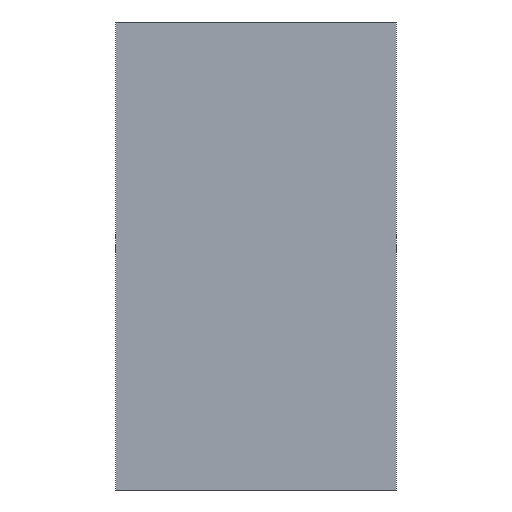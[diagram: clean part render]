
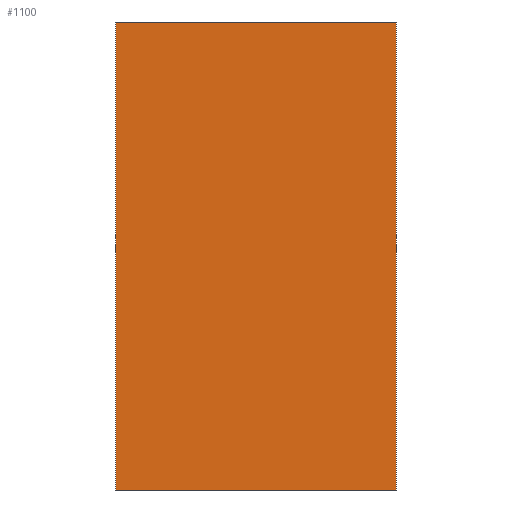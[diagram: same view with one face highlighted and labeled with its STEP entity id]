
A CAD part, front view. The second image highlights one B-rep face of the part: STEP entity #1100.
In plain terms, the highlighted planar face has unit normal (0, -1, 0).
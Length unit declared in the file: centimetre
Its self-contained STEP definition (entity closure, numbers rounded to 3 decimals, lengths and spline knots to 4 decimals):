
#160=VERTEX_POINT('',#1454);
#161=VERTEX_POINT('',#1456);
#188=VERTEX_POINT('',#1506);
#189=VERTEX_POINT('',#1508);
#272=VECTOR('',#1224,1.);
#294=VECTOR('',#1248,1.);
#338=VECTOR('',#1314,1.);
#339=VECTOR('',#1316,1.);
#404=LINE('',#1455,#272);
#426=LINE('',#1507,#294);
#470=LINE('',#1592,#338);
#471=LINE('',#1594,#339);
#542=EDGE_CURVE('',#161,#160,#404,.T.);
#574=EDGE_CURVE('',#189,#188,#426,.T.);
#626=EDGE_CURVE('',#160,#189,#470,.T.);
#627=EDGE_CURVE('',#161,#188,#471,.T.);
#932=ORIENTED_EDGE('',*,*,#574,.T.);
#933=ORIENTED_EDGE('',*,*,#627,.F.);
#934=ORIENTED_EDGE('',*,*,#542,.T.);
#935=ORIENTED_EDGE('',*,*,#626,.T.);
#992=EDGE_LOOP('',(#932,#933,#934,#935));
#1046=FACE_BOUND('',#992,.T.);
#1100=ADVANCED_FACE('',(#1046),#1636,.T.);
#1142=AXIS2_PLACEMENT_3D('',#1593,#1315,$);
#1224=DIRECTION('',(1.,0.,0.));
#1248=DIRECTION('',(-1.,0.,0.));
#1314=DIRECTION('',(0.,0.,1.));
#1315=DIRECTION('',(0.,-1.,0.));
#1316=DIRECTION('',(0.,0.,1.));
#1454=CARTESIAN_POINT('',(3.,-0.75,-5.));
#1455=CARTESIAN_POINT('',(-3.,-0.75,-5.));
#1456=CARTESIAN_POINT('',(-3.,-0.75,-5.));
#1506=CARTESIAN_POINT('',(-3.,-0.75,5.));
#1507=CARTESIAN_POINT('',(-3.,-0.75,5.));
#1508=CARTESIAN_POINT('',(3.,-0.75,5.));
#1592=CARTESIAN_POINT('',(3.,-0.75,-5.));
#1593=CARTESIAN_POINT('',(0.,-0.75,-5.));
#1594=CARTESIAN_POINT('',(-3.,-0.75,-5.));
#1636=PLANE('',#1142);
